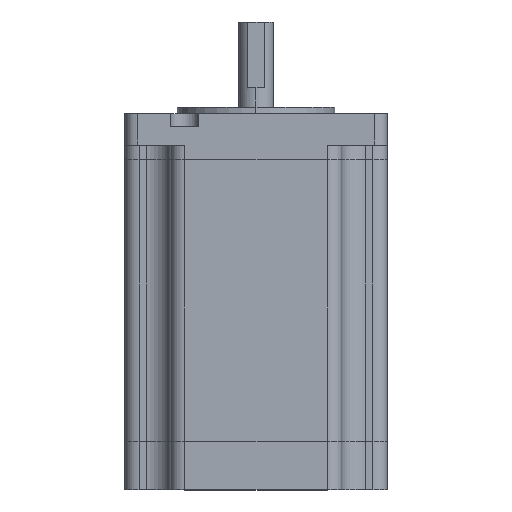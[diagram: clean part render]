
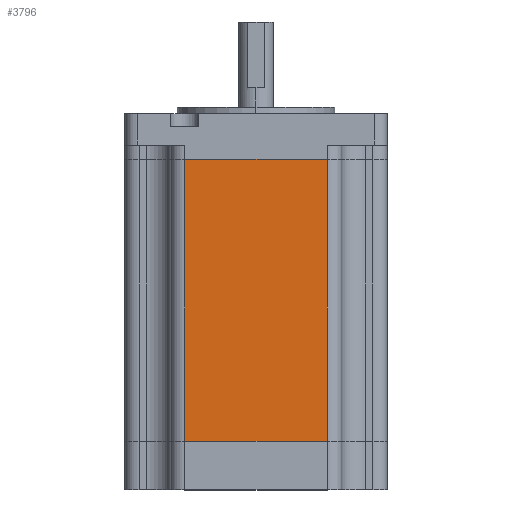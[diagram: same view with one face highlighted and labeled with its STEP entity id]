
A CAD part, top view. The second image highlights one B-rep face of the part: STEP entity #3796.
In plain terms, the highlighted planar face has unit normal (0, 0, 1).
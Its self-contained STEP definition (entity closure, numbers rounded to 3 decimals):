
#252 = LINE ( 'NONE', #505, #1964 ) ;
#469 = DIRECTION ( 'NONE',  ( -1., 0., 0. ) ) ;
#505 = CARTESIAN_POINT ( 'NONE',  ( 46.35, 64.5, 0. ) ) ;
#833 = VERTEX_POINT ( 'NONE', #4349 ) ;
#1036 = VERTEX_POINT ( 'NONE', #7835 ) ;
#1046 = DIRECTION ( 'NONE',  ( 1., 0., 0. ) ) ;
#1317 = CARTESIAN_POINT ( 'NONE',  ( 13.65, 64.5, 0. ) ) ;
#1652 = FACE_OUTER_BOUND ( 'NONE', #3509, .T. ) ;
#1695 = DIRECTION ( 'NONE',  ( 1., 0., 0. ) ) ;
#1697 = VECTOR ( 'NONE', #5780, 1000. ) ;
#1964 = VECTOR ( 'NONE', #3078, 1000. ) ;
#2696 = ORIENTED_EDGE ( 'NONE', *, *, #6140, .T. ) ;
#3078 = DIRECTION ( 'NONE',  ( 0., -1., 0. ) ) ;
#3154 = VECTOR ( 'NONE', #1046, 1000. ) ;
#3509 = EDGE_LOOP ( 'NONE', ( #6305, #6631, #4391, #2696 ) ) ;
#3673 = CARTESIAN_POINT ( 'NONE',  ( 13.65, 64.5, 0. ) ) ;
#3796 = ADVANCED_FACE ( 'NONE', ( #1652 ), #7524, .F. ) ;
#3837 = CARTESIAN_POINT ( 'NONE',  ( 13.65, 0., 0. ) ) ;
#4121 = VERTEX_POINT ( 'NONE', #6584 ) ;
#4326 = DIRECTION ( 'NONE',  ( 0., 0., -1. ) ) ;
#4349 = CARTESIAN_POINT ( 'NONE',  ( 46.35, 64.5, 0. ) ) ;
#4391 = ORIENTED_EDGE ( 'NONE', *, *, #7386, .F. ) ;
#4690 = LINE ( 'NONE', #6187, #7690 ) ;
#5336 = LINE ( 'NONE', #1317, #1697 ) ;
#5780 = DIRECTION ( 'NONE',  ( 0., -1., 0. ) ) ;
#5907 = AXIS2_PLACEMENT_3D ( 'NONE', #3673, #4326, #469 ) ;
#6140 = EDGE_CURVE ( 'NONE', #4121, #7008, #5336, .T. ) ;
#6187 = CARTESIAN_POINT ( 'NONE',  ( 13.65, 0., 0. ) ) ;
#6305 = ORIENTED_EDGE ( 'NONE', *, *, #6808, .T. ) ;
#6584 = CARTESIAN_POINT ( 'NONE',  ( 13.65, 64.5, 0. ) ) ;
#6631 = ORIENTED_EDGE ( 'NONE', *, *, #6891, .F. ) ;
#6808 = EDGE_CURVE ( 'NONE', #7008, #1036, #4690, .T. ) ;
#6891 = EDGE_CURVE ( 'NONE', #833, #1036, #252, .T. ) ;
#7008 = VERTEX_POINT ( 'NONE', #3837 ) ;
#7386 = EDGE_CURVE ( 'NONE', #4121, #833, #8284, .T. ) ;
#7437 = CARTESIAN_POINT ( 'NONE',  ( 13.65, 64.5, 0. ) ) ;
#7524 = PLANE ( 'NONE',  #5907 ) ;
#7690 = VECTOR ( 'NONE', #1695, 1000. ) ;
#7835 = CARTESIAN_POINT ( 'NONE',  ( 46.35, 0., 0. ) ) ;
#8284 = LINE ( 'NONE', #7437, #3154 ) ;
